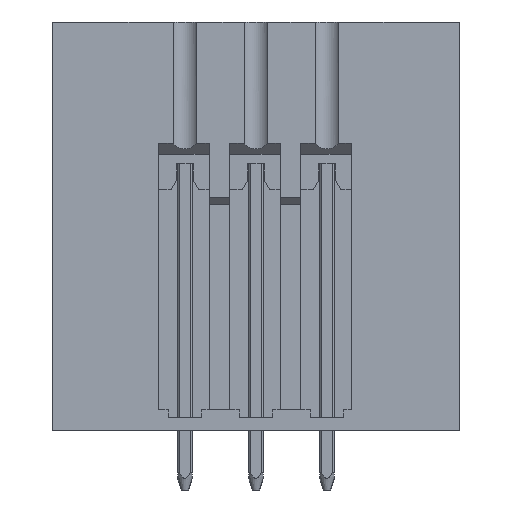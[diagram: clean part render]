
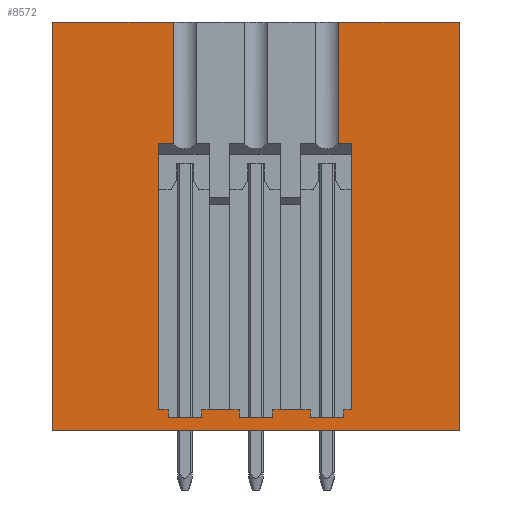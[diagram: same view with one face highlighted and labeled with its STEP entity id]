
A CAD part, front view. The second image highlights one B-rep face of the part: STEP entity #8572.
In plain terms, the highlighted planar face has unit normal (0, -1, 0).
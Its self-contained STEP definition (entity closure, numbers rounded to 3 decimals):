
#8463=AXIS2_PLACEMENT_3D('Plane Axis2P3D',#8460,#8461,#8462) ;
#187=CARTESIAN_POINT('Vertex',(21.82,0.,3.2)) ;
#190=CARTESIAN_POINT('Line Origine',(10.91,0.,3.2)) ;
#194=CARTESIAN_POINT('Vertex',(0.,0.,3.2)) ;
#1257=CARTESIAN_POINT('Line Origine',(6.079,0.,18.599)) ;
#1261=CARTESIAN_POINT('Vertex',(5.688,0.,18.599)) ;
#1263=CARTESIAN_POINT('Vertex',(6.47,0.,18.599)) ;
#1342=CARTESIAN_POINT('Line Origine',(5.688,0.,11.45)) ;
#1346=CARTESIAN_POINT('Vertex',(5.688,0.,4.3)) ;
#1397=CARTESIAN_POINT('Vertex',(16.018,0.,18.599)) ;
#1400=CARTESIAN_POINT('Line Origine',(15.683,0.,18.599)) ;
#1404=CARTESIAN_POINT('Vertex',(15.349,0.,18.599)) ;
#6365=CARTESIAN_POINT('Vertex',(11.81,0.,4.3)) ;
#6368=CARTESIAN_POINT('Line Origine',(12.009,0.,4.3)) ;
#6372=CARTESIAN_POINT('Vertex',(12.208,0.,4.3)) ;
#6375=CARTESIAN_POINT('Line Origine',(12.758,0.,4.3)) ;
#6379=CARTESIAN_POINT('Vertex',(13.308,0.,4.3)) ;
#6382=CARTESIAN_POINT('Line Origine',(13.564,0.,4.3)) ;
#6386=CARTESIAN_POINT('Vertex',(13.82,0.,4.3)) ;
#6412=CARTESIAN_POINT('Line Origine',(13.82,0.,4.1)) ;
#6416=CARTESIAN_POINT('Vertex',(13.82,0.,3.9)) ;
#6436=CARTESIAN_POINT('Line Origine',(14.72,0.,3.9)) ;
#6440=CARTESIAN_POINT('Vertex',(15.62,0.,3.9)) ;
#6526=CARTESIAN_POINT('Line Origine',(15.62,0.,4.1)) ;
#6530=CARTESIAN_POINT('Vertex',(15.62,0.,4.3)) ;
#6545=CARTESIAN_POINT('Line Origine',(15.819,0.,4.3)) ;
#6549=CARTESIAN_POINT('Vertex',(16.018,0.,4.3)) ;
#6569=CARTESIAN_POINT('Line Origine',(16.018,0.,11.45)) ;
#6588=CARTESIAN_POINT('Line Origine',(15.349,0.,21.555)) ;
#6592=CARTESIAN_POINT('Vertex',(15.349,0.,25.1)) ;
#6622=CARTESIAN_POINT('Line Origine',(5.944,0.,4.3)) ;
#6626=CARTESIAN_POINT('Vertex',(6.2,0.,4.3)) ;
#6646=CARTESIAN_POINT('Line Origine',(6.2,0.,4.1)) ;
#6650=CARTESIAN_POINT('Vertex',(6.2,0.,3.9)) ;
#6665=CARTESIAN_POINT('Line Origine',(7.1,0.,3.9)) ;
#6669=CARTESIAN_POINT('Vertex',(8.,0.,3.9)) ;
#6755=CARTESIAN_POINT('Line Origine',(8.,0.,4.1)) ;
#6759=CARTESIAN_POINT('Vertex',(8.,0.,4.3)) ;
#6797=CARTESIAN_POINT('Vertex',(6.47,0.,25.1)) ;
#6800=CARTESIAN_POINT('Line Origine',(6.47,0.,21.555)) ;
#6822=CARTESIAN_POINT('Vertex',(10.01,0.,4.3)) ;
#6825=CARTESIAN_POINT('Line Origine',(10.01,0.,4.1)) ;
#6829=CARTESIAN_POINT('Vertex',(10.01,0.,3.9)) ;
#6844=CARTESIAN_POINT('Line Origine',(10.91,0.,3.9)) ;
#6848=CARTESIAN_POINT('Vertex',(11.81,0.,3.9)) ;
#6934=CARTESIAN_POINT('Line Origine',(11.81,0.,4.1)) ;
#7297=CARTESIAN_POINT('Line Origine',(16.185,0.,25.1)) ;
#7301=CARTESIAN_POINT('Vertex',(17.02,0.,25.1)) ;
#7304=CARTESIAN_POINT('Line Origine',(19.42,0.,25.1)) ;
#7308=CARTESIAN_POINT('Vertex',(21.82,0.,25.1)) ;
#7355=CARTESIAN_POINT('Vertex',(0.,0.,25.1)) ;
#7358=CARTESIAN_POINT('Line Origine',(2.4,0.,25.1)) ;
#7362=CARTESIAN_POINT('Vertex',(4.8,0.,25.1)) ;
#7365=CARTESIAN_POINT('Line Origine',(5.635,0.,25.1)) ;
#8460=CARTESIAN_POINT('Axis2P3D Location',(4.8,0.,25.1)) ;
#8511=CARTESIAN_POINT('Line Origine',(9.754,0.,4.3)) ;
#8515=CARTESIAN_POINT('Vertex',(9.498,0.,4.3)) ;
#8518=CARTESIAN_POINT('Line Origine',(8.948,0.,4.3)) ;
#8522=CARTESIAN_POINT('Vertex',(8.398,0.,4.3)) ;
#8525=CARTESIAN_POINT('Line Origine',(8.199,0.,4.3)) ;
#8530=CARTESIAN_POINT('Line Origine',(0.,0.,14.15)) ;
#8535=CARTESIAN_POINT('Line Origine',(21.82,0.,14.15)) ;
#191=DIRECTION('Vector Direction',(1.,0.,0.)) ;
#1258=DIRECTION('Vector Direction',(1.,0.,0.)) ;
#1343=DIRECTION('Vector Direction',(0.,0.,1.)) ;
#1401=DIRECTION('Vector Direction',(1.,0.,0.)) ;
#6369=DIRECTION('Vector Direction',(1.,0.,0.)) ;
#6376=DIRECTION('Vector Direction',(1.,0.,0.)) ;
#6383=DIRECTION('Vector Direction',(1.,0.,0.)) ;
#6413=DIRECTION('Vector Direction',(0.,0.,1.)) ;
#6437=DIRECTION('Vector Direction',(-1.,0.,0.)) ;
#6527=DIRECTION('Vector Direction',(0.,0.,-1.)) ;
#6546=DIRECTION('Vector Direction',(1.,0.,0.)) ;
#6570=DIRECTION('Vector Direction',(0.,0.,1.)) ;
#6589=DIRECTION('Vector Direction',(0.,0.,-1.)) ;
#6623=DIRECTION('Vector Direction',(1.,0.,0.)) ;
#6647=DIRECTION('Vector Direction',(0.,0.,1.)) ;
#6666=DIRECTION('Vector Direction',(-1.,0.,0.)) ;
#6756=DIRECTION('Vector Direction',(0.,0.,-1.)) ;
#6801=DIRECTION('Vector Direction',(0.,0.,-1.)) ;
#6826=DIRECTION('Vector Direction',(0.,0.,1.)) ;
#6845=DIRECTION('Vector Direction',(-1.,0.,0.)) ;
#6935=DIRECTION('Vector Direction',(0.,0.,-1.)) ;
#7298=DIRECTION('Vector Direction',(1.,0.,0.)) ;
#7305=DIRECTION('Vector Direction',(1.,0.,0.)) ;
#7359=DIRECTION('Vector Direction',(1.,0.,0.)) ;
#7366=DIRECTION('Vector Direction',(1.,0.,0.)) ;
#8461=DIRECTION('Axis2P3D Direction',(0.,-1.,0.)) ;
#8462=DIRECTION('Axis2P3D XDirection',(0.,0.,-1.)) ;
#8512=DIRECTION('Vector Direction',(1.,0.,0.)) ;
#8519=DIRECTION('Vector Direction',(1.,0.,0.)) ;
#8526=DIRECTION('Vector Direction',(1.,0.,0.)) ;
#8531=DIRECTION('Vector Direction',(0.,0.,-1.)) ;
#8536=DIRECTION('Vector Direction',(0.,0.,-1.)) ;
#192=VECTOR('Line Direction',#191,1.) ;
#1259=VECTOR('Line Direction',#1258,1.) ;
#1344=VECTOR('Line Direction',#1343,1.) ;
#1402=VECTOR('Line Direction',#1401,1.) ;
#6370=VECTOR('Line Direction',#6369,1.) ;
#6377=VECTOR('Line Direction',#6376,1.) ;
#6384=VECTOR('Line Direction',#6383,1.) ;
#6414=VECTOR('Line Direction',#6413,1.) ;
#6438=VECTOR('Line Direction',#6437,1.) ;
#6528=VECTOR('Line Direction',#6527,1.) ;
#6547=VECTOR('Line Direction',#6546,1.) ;
#6571=VECTOR('Line Direction',#6570,1.) ;
#6590=VECTOR('Line Direction',#6589,1.) ;
#6624=VECTOR('Line Direction',#6623,1.) ;
#6648=VECTOR('Line Direction',#6647,1.) ;
#6667=VECTOR('Line Direction',#6666,1.) ;
#6757=VECTOR('Line Direction',#6756,1.) ;
#6802=VECTOR('Line Direction',#6801,1.) ;
#6827=VECTOR('Line Direction',#6826,1.) ;
#6846=VECTOR('Line Direction',#6845,1.) ;
#6936=VECTOR('Line Direction',#6935,1.) ;
#7299=VECTOR('Line Direction',#7298,1.) ;
#7306=VECTOR('Line Direction',#7305,1.) ;
#7360=VECTOR('Line Direction',#7359,1.) ;
#7367=VECTOR('Line Direction',#7366,1.) ;
#8513=VECTOR('Line Direction',#8512,1.) ;
#8520=VECTOR('Line Direction',#8519,1.) ;
#8527=VECTOR('Line Direction',#8526,1.) ;
#8532=VECTOR('Line Direction',#8531,1.) ;
#8537=VECTOR('Line Direction',#8536,1.) ;
#8541=ORIENTED_EDGE('',*,*,#6374,.F.) ;
#8542=ORIENTED_EDGE('',*,*,#6938,.F.) ;
#8543=ORIENTED_EDGE('',*,*,#6850,.F.) ;
#8544=ORIENTED_EDGE('',*,*,#6831,.F.) ;
#8545=ORIENTED_EDGE('',*,*,#8517,.F.) ;
#8546=ORIENTED_EDGE('',*,*,#8524,.F.) ;
#8547=ORIENTED_EDGE('',*,*,#8529,.F.) ;
#8548=ORIENTED_EDGE('',*,*,#6761,.F.) ;
#8549=ORIENTED_EDGE('',*,*,#6671,.F.) ;
#8550=ORIENTED_EDGE('',*,*,#6652,.F.) ;
#8551=ORIENTED_EDGE('',*,*,#6628,.F.) ;
#8552=ORIENTED_EDGE('',*,*,#1348,.T.) ;
#8553=ORIENTED_EDGE('',*,*,#1265,.T.) ;
#8554=ORIENTED_EDGE('',*,*,#6804,.T.) ;
#8555=ORIENTED_EDGE('',*,*,#7369,.F.) ;
#8556=ORIENTED_EDGE('',*,*,#7364,.F.) ;
#8557=ORIENTED_EDGE('',*,*,#8534,.F.) ;
#8558=ORIENTED_EDGE('',*,*,#196,.T.) ;
#8559=ORIENTED_EDGE('',*,*,#8539,.T.) ;
#8560=ORIENTED_EDGE('',*,*,#7310,.T.) ;
#8561=ORIENTED_EDGE('',*,*,#7303,.F.) ;
#8562=ORIENTED_EDGE('',*,*,#6594,.F.) ;
#8563=ORIENTED_EDGE('',*,*,#1406,.T.) ;
#8564=ORIENTED_EDGE('',*,*,#6573,.F.) ;
#8565=ORIENTED_EDGE('',*,*,#6551,.F.) ;
#8566=ORIENTED_EDGE('',*,*,#6532,.F.) ;
#8567=ORIENTED_EDGE('',*,*,#6442,.F.) ;
#8568=ORIENTED_EDGE('',*,*,#6418,.F.) ;
#8569=ORIENTED_EDGE('',*,*,#6388,.F.) ;
#8570=ORIENTED_EDGE('',*,*,#6381,.F.) ;
#8572=ADVANCED_FACE('HOUSING',(#8571),#8464,.T.) ;
#196=EDGE_CURVE('',#195,#188,#193,.T.) ;
#1265=EDGE_CURVE('',#1262,#1264,#1260,.T.) ;
#1348=EDGE_CURVE('',#1347,#1262,#1345,.T.) ;
#1406=EDGE_CURVE('',#1405,#1398,#1403,.T.) ;
#6374=EDGE_CURVE('',#6366,#6373,#6371,.T.) ;
#6381=EDGE_CURVE('',#6373,#6380,#6378,.T.) ;
#6388=EDGE_CURVE('',#6380,#6387,#6385,.T.) ;
#6418=EDGE_CURVE('',#6387,#6417,#6415,.F.) ;
#6442=EDGE_CURVE('',#6417,#6441,#6439,.F.) ;
#6532=EDGE_CURVE('',#6441,#6531,#6529,.F.) ;
#6551=EDGE_CURVE('',#6531,#6550,#6548,.T.) ;
#6573=EDGE_CURVE('',#6550,#1398,#6572,.T.) ;
#6594=EDGE_CURVE('',#1405,#6593,#6591,.F.) ;
#6628=EDGE_CURVE('',#1347,#6627,#6625,.T.) ;
#6652=EDGE_CURVE('',#6627,#6651,#6649,.F.) ;
#6671=EDGE_CURVE('',#6651,#6670,#6668,.F.) ;
#6761=EDGE_CURVE('',#6670,#6760,#6758,.F.) ;
#6804=EDGE_CURVE('',#1264,#6798,#6803,.F.) ;
#6831=EDGE_CURVE('',#6823,#6830,#6828,.F.) ;
#6850=EDGE_CURVE('',#6830,#6849,#6847,.F.) ;
#6938=EDGE_CURVE('',#6849,#6366,#6937,.F.) ;
#7303=EDGE_CURVE('',#6593,#7302,#7300,.T.) ;
#7310=EDGE_CURVE('',#7309,#7302,#7307,.F.) ;
#7364=EDGE_CURVE('',#7356,#7363,#7361,.T.) ;
#7369=EDGE_CURVE('',#7363,#6798,#7368,.T.) ;
#8517=EDGE_CURVE('',#8516,#6823,#8514,.T.) ;
#8524=EDGE_CURVE('',#8523,#8516,#8521,.T.) ;
#8529=EDGE_CURVE('',#6760,#8523,#8528,.T.) ;
#8534=EDGE_CURVE('',#195,#7356,#8533,.F.) ;
#8539=EDGE_CURVE('',#188,#7309,#8538,.F.) ;
#8540=EDGE_LOOP('',(#8541,#8542,#8543,#8544,#8545,#8546,#8547,#8548,#8549,#8550,#8551,#8552,#8553,#8554,#8555,#8556,#8557,#8558,#8559,#8560,#8561,#8562,#8563,#8564,#8565,#8566,#8567,#8568,#8569,#8570)) ;
#8571=FACE_OUTER_BOUND('',#8540,.T.) ;
#193=LINE('Line',#190,#192) ;
#1260=LINE('Line',#1257,#1259) ;
#1345=LINE('Line',#1342,#1344) ;
#1403=LINE('Line',#1400,#1402) ;
#6371=LINE('Line',#6368,#6370) ;
#6378=LINE('Line',#6375,#6377) ;
#6385=LINE('Line',#6382,#6384) ;
#6415=LINE('Line',#6412,#6414) ;
#6439=LINE('Line',#6436,#6438) ;
#6529=LINE('Line',#6526,#6528) ;
#6548=LINE('Line',#6545,#6547) ;
#6572=LINE('Line',#6569,#6571) ;
#6591=LINE('Line',#6588,#6590) ;
#6625=LINE('Line',#6622,#6624) ;
#6649=LINE('Line',#6646,#6648) ;
#6668=LINE('Line',#6665,#6667) ;
#6758=LINE('Line',#6755,#6757) ;
#6803=LINE('Line',#6800,#6802) ;
#6828=LINE('Line',#6825,#6827) ;
#6847=LINE('Line',#6844,#6846) ;
#6937=LINE('Line',#6934,#6936) ;
#7300=LINE('Line',#7297,#7299) ;
#7307=LINE('Line',#7304,#7306) ;
#7361=LINE('Line',#7358,#7360) ;
#7368=LINE('Line',#7365,#7367) ;
#8514=LINE('Line',#8511,#8513) ;
#8521=LINE('Line',#8518,#8520) ;
#8528=LINE('Line',#8525,#8527) ;
#8533=LINE('Line',#8530,#8532) ;
#8538=LINE('Line',#8535,#8537) ;
#8464=PLANE('',#8463) ;
#188=VERTEX_POINT('',#187) ;
#195=VERTEX_POINT('',#194) ;
#1262=VERTEX_POINT('',#1261) ;
#1264=VERTEX_POINT('',#1263) ;
#1347=VERTEX_POINT('',#1346) ;
#1398=VERTEX_POINT('',#1397) ;
#1405=VERTEX_POINT('',#1404) ;
#6366=VERTEX_POINT('',#6365) ;
#6373=VERTEX_POINT('',#6372) ;
#6380=VERTEX_POINT('',#6379) ;
#6387=VERTEX_POINT('',#6386) ;
#6417=VERTEX_POINT('',#6416) ;
#6441=VERTEX_POINT('',#6440) ;
#6531=VERTEX_POINT('',#6530) ;
#6550=VERTEX_POINT('',#6549) ;
#6593=VERTEX_POINT('',#6592) ;
#6627=VERTEX_POINT('',#6626) ;
#6651=VERTEX_POINT('',#6650) ;
#6670=VERTEX_POINT('',#6669) ;
#6760=VERTEX_POINT('',#6759) ;
#6798=VERTEX_POINT('',#6797) ;
#6823=VERTEX_POINT('',#6822) ;
#6830=VERTEX_POINT('',#6829) ;
#6849=VERTEX_POINT('',#6848) ;
#7302=VERTEX_POINT('',#7301) ;
#7309=VERTEX_POINT('',#7308) ;
#7356=VERTEX_POINT('',#7355) ;
#7363=VERTEX_POINT('',#7362) ;
#8516=VERTEX_POINT('',#8515) ;
#8523=VERTEX_POINT('',#8522) ;
